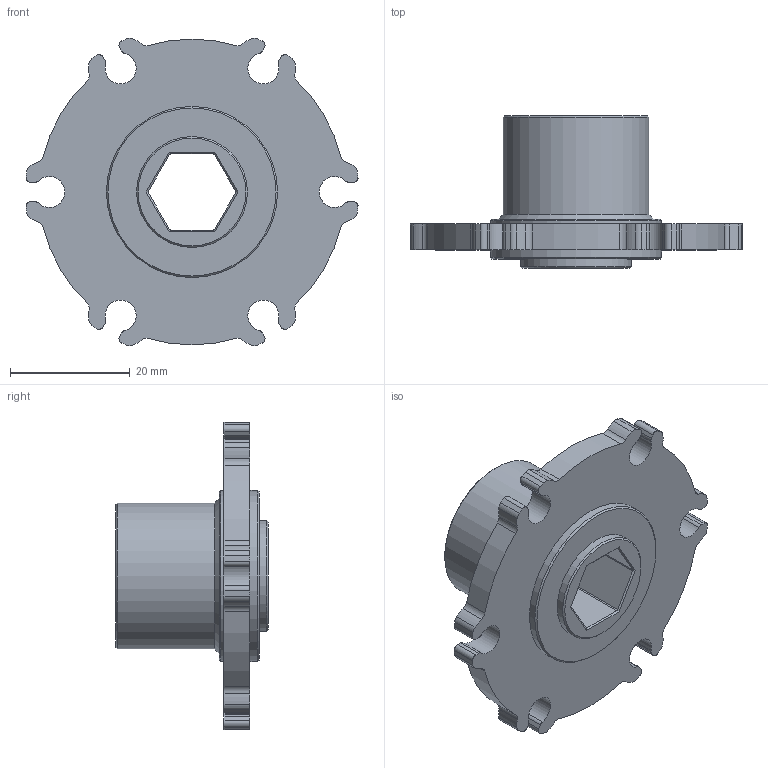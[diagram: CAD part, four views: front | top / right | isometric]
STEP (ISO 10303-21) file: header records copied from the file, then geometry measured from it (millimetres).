
FILE_DESCRIPTION(/* description */ (''),/* implementation_level */ '2;1');
FILE_NAME(/* name */ '500EX Hex Hub.ipt.stp',/* time_stamp */ '2016-01-07T16:38:14-08:00',/* author */ ('PhillipD'),/* organization */ (''),/* preprocessor_version */ 'ST-DEVELOPER v16.1',/* originating_system */ 'Autodesk Inventor 2016',/* authorisation */ '');
FILE_SCHEMA (('AUTOMOTIVE_DESIGN { 1 0 10303 214 3 1 1 }'));
Length unit declared in the file: inch
Products named in the file (1): 500EX Hex Hub
Bounding box: 55.36 x 25.4 x 51.32 mm (x, y, z)
Volume: 15050.6 mm3; surface area: 7468.6 mm2
Topology: 1 solids, 1 shells, 135 faces, 383 edges, 254 vertices
Faces by surface type: cylinder 94, plane 36, cone 5
Full cylindrical faces by diameter (mm): 18.476 x1, 24.333 x1, 28.55 x2
Entity records: 4473 total; most frequent: DIRECTION 850, CARTESIAN_POINT 762, ORIENTED_EDGE 746, EDGE_CURVE 373, AXIS2_PLACEMENT_3D 341, VERTEX_POINT 253, CIRCLE 181, LINE 168
